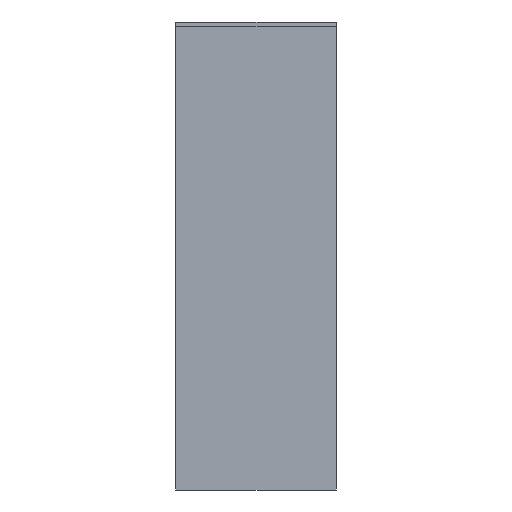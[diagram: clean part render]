
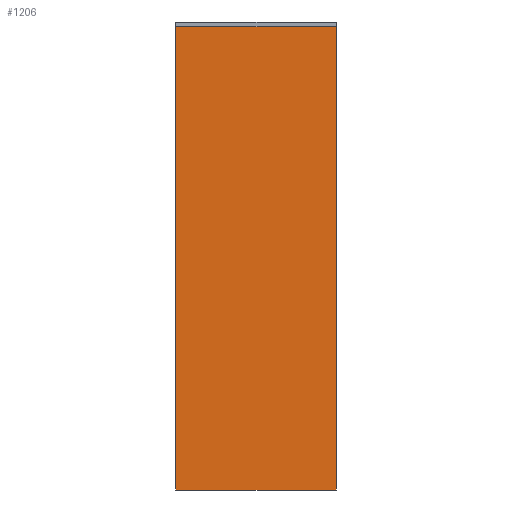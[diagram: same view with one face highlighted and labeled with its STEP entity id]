
A CAD part, left-side view. The second image highlights one B-rep face of the part: STEP entity #1206.
In plain terms, the highlighted planar face has unit normal (-1, 0, 0).
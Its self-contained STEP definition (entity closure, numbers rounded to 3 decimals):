
#51 = AXIS2_PLACEMENT_3D ( 'NONE', #2330, #2269, #2266 ) ;
#150 = LINE ( 'NONE', #3195, #959 ) ;
#259 = DIRECTION ( 'NONE',  ( 0., 0., 1. ) ) ;
#280 = LINE ( 'NONE', #739, #1929 ) ;
#308 = DIRECTION ( 'NONE',  ( 0., -1., 0. ) ) ;
#520 = VERTEX_POINT ( 'NONE', #628 ) ;
#543 = VECTOR ( 'NONE', #2950, 1000. ) ;
#626 = LINE ( 'NONE', #2885, #1494 ) ;
#628 = CARTESIAN_POINT ( 'NONE',  ( 92., 26., -0.01 ) ) ;
#739 = CARTESIAN_POINT ( 'NONE',  ( 92., 26., -148.49 ) ) ;
#751 = CARTESIAN_POINT ( 'NONE',  ( 92., -26., -150. ) ) ;
#959 = VECTOR ( 'NONE', #308, 1000. ) ;
#1206 = ADVANCED_FACE ( 'NONE', ( #1916 ), #2257, .F. ) ;
#1443 = CARTESIAN_POINT ( 'NONE',  ( 92., 26., -150. ) ) ;
#1494 = VECTOR ( 'NONE', #2927, 1000. ) ;
#1640 = CARTESIAN_POINT ( 'NONE',  ( 92., -26., -0.01 ) ) ;
#1830 = EDGE_LOOP ( 'NONE', ( #2550, #2680, #2803, #2935 ) ) ;
#1916 = FACE_OUTER_BOUND ( 'NONE', #1830, .T. ) ;
#1929 = VECTOR ( 'NONE', #259, 1000. ) ;
#1974 = CARTESIAN_POINT ( 'NONE',  ( 92., -28.135, -150. ) ) ;
#2081 = EDGE_CURVE ( 'NONE', #3186, #520, #280, .T. ) ;
#2235 = VERTEX_POINT ( 'NONE', #1640 ) ;
#2257 = PLANE ( 'NONE',  #51 ) ;
#2266 = DIRECTION ( 'NONE',  ( 0., 0., -1. ) ) ;
#2269 = DIRECTION ( 'NONE',  ( 1., 0., 0. ) ) ;
#2330 = CARTESIAN_POINT ( 'NONE',  ( 92., 26., -148.49 ) ) ;
#2378 = EDGE_CURVE ( 'NONE', #3087, #3186, #2598, .T. ) ;
#2550 = ORIENTED_EDGE ( 'NONE', *, *, #3277, .F. ) ;
#2598 = LINE ( 'NONE', #1974, #543 ) ;
#2680 = ORIENTED_EDGE ( 'NONE', *, *, #2733, .F. ) ;
#2733 = EDGE_CURVE ( 'NONE', #520, #2235, #150, .T. ) ;
#2803 = ORIENTED_EDGE ( 'NONE', *, *, #2081, .F. ) ;
#2885 = CARTESIAN_POINT ( 'NONE',  ( 92., -26., -148.49 ) ) ;
#2927 = DIRECTION ( 'NONE',  ( 0., 0., -1. ) ) ;
#2935 = ORIENTED_EDGE ( 'NONE', *, *, #2378, .F. ) ;
#2950 = DIRECTION ( 'NONE',  ( 0., 1., 0. ) ) ;
#3087 = VERTEX_POINT ( 'NONE', #751 ) ;
#3186 = VERTEX_POINT ( 'NONE', #1443 ) ;
#3195 = CARTESIAN_POINT ( 'NONE',  ( 92., 26., -0.01 ) ) ;
#3277 = EDGE_CURVE ( 'NONE', #2235, #3087, #626, .T. ) ;
